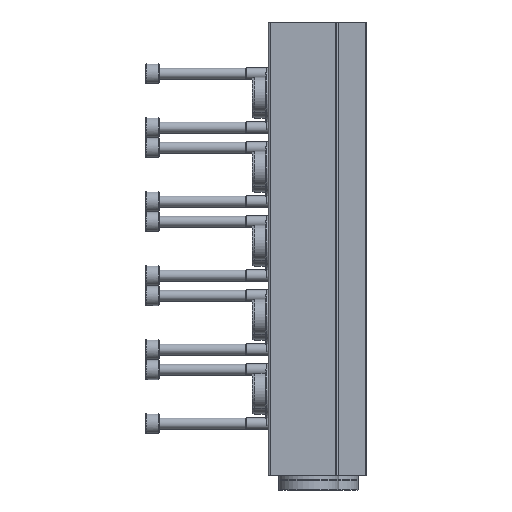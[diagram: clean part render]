
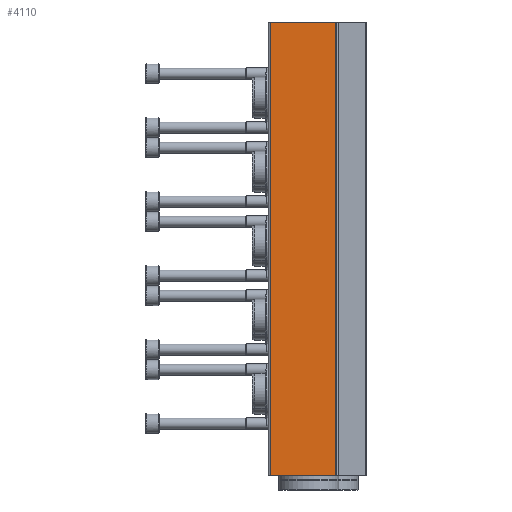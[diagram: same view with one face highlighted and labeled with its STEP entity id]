
A CAD part, left-side view. The second image highlights one B-rep face of the part: STEP entity #4110.
In plain terms, the highlighted planar face has unit normal (-1, 0, 0).
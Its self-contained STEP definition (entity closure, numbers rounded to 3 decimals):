
#165=PLANE('',#4432);
#276=LINE('',#6538,#550);
#277=LINE('',#6540,#551);
#278=LINE('',#6542,#552);
#279=LINE('',#6544,#553);
#550=VECTOR('',#4979,1000.);
#551=VECTOR('',#4982,1000.);
#552=VECTOR('',#4983,1000.);
#553=VECTOR('',#4984,1000.);
#1092=ORIENTED_EDGE('',*,*,#2186,.F.);
#1093=ORIENTED_EDGE('',*,*,#2185,.F.);
#1094=ORIENTED_EDGE('',*,*,#2187,.T.);
#1095=ORIENTED_EDGE('',*,*,#2188,.T.);
#2185=EDGE_CURVE('',#2732,#2730,#276,.T.);
#2186=EDGE_CURVE('',#2730,#2733,#277,.T.);
#2187=EDGE_CURVE('',#2732,#2734,#278,.T.);
#2188=EDGE_CURVE('',#2734,#2733,#279,.T.);
#2730=VERTEX_POINT('',#6533);
#2732=VERTEX_POINT('',#6537);
#2733=VERTEX_POINT('',#6541);
#2734=VERTEX_POINT('',#6543);
#3169=EDGE_LOOP('',(#1092,#1093,#1094,#1095));
#3589=FACE_BOUND('',#3169,.T.);
#4110=ADVANCED_FACE('',(#3589),#165,.T.);
#4432=AXIS2_PLACEMENT_3D('',#6539,#4980,#4981);
#4979=DIRECTION('',(0.,0.,1.));
#4980=DIRECTION('',(-1.,0.,0.));
#4981=DIRECTION('',(0.,0.,1.));
#4982=DIRECTION('',(0.,-1.,0.));
#4983=DIRECTION('',(0.,-1.,0.));
#4984=DIRECTION('',(0.,0.,1.));
#6533=CARTESIAN_POINT('',(-47.,41.5,0.));
#6537=CARTESIAN_POINT('',(-47.,41.5,-196.));
#6538=CARTESIAN_POINT('',(-47.,41.5,-196.));
#6539=CARTESIAN_POINT('',(-47.,41.5,-196.));
#6540=CARTESIAN_POINT('',(-47.,41.5,0.));
#6541=CARTESIAN_POINT('',(-47.,13.377,0.));
#6542=CARTESIAN_POINT('',(-47.,41.5,-196.));
#6543=CARTESIAN_POINT('',(-47.,13.377,-196.));
#6544=CARTESIAN_POINT('',(-47.,13.377,-196.));
